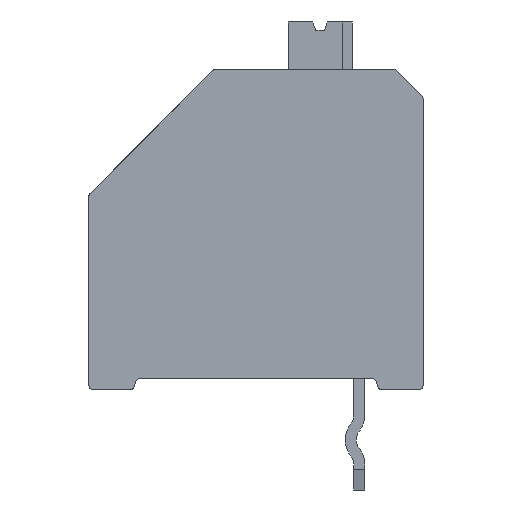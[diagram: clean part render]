
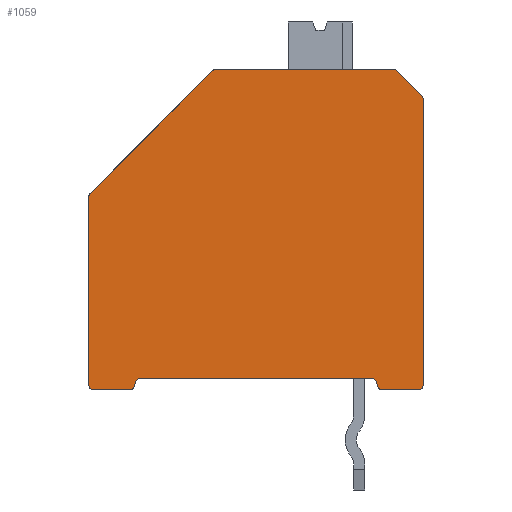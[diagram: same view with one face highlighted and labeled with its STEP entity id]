
A CAD part, front view. The second image highlights one B-rep face of the part: STEP entity #1059.
In plain terms, the highlighted planar face has unit normal (0, -1, 0).
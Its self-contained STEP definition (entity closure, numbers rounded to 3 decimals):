
#1059 = ADVANCED_FACE( '', ( #2652 ), #2653, .T. );
#2652 = FACE_OUTER_BOUND( '', #4908, .T. );
#2653 = PLANE( '', #4909 );
#4908 = EDGE_LOOP( '', ( #7328, #7329, #7330, #7331, #7332, #7333, #7334, #7335, #7336, #7337, #7338, #7339, #7340, #7341, #7342, #7343, #7344, #7345, #7346, #7347 ) );
#4909 = AXIS2_PLACEMENT_3D( '', #7348, #7349, #7350 );
#7328 = ORIENTED_EDGE( '', *, *, #14225, .F. );
#7329 = ORIENTED_EDGE( '', *, *, #14226, .T. );
#7330 = ORIENTED_EDGE( '', *, *, #14227, .F. );
#7331 = ORIENTED_EDGE( '', *, *, #14228, .T. );
#7332 = ORIENTED_EDGE( '', *, *, #14229, .F. );
#7333 = ORIENTED_EDGE( '', *, *, #14230, .T. );
#7334 = ORIENTED_EDGE( '', *, *, #14231, .T. );
#7335 = ORIENTED_EDGE( '', *, *, #14232, .T. );
#7336 = ORIENTED_EDGE( '', *, *, #14233, .F. );
#7337 = ORIENTED_EDGE( '', *, *, #14234, .T. );
#7338 = ORIENTED_EDGE( '', *, *, #14235, .T. );
#7339 = ORIENTED_EDGE( '', *, *, #14236, .F. );
#7340 = ORIENTED_EDGE( '', *, *, #14237, .T. );
#7341 = ORIENTED_EDGE( '', *, *, #14238, .F. );
#7342 = ORIENTED_EDGE( '', *, *, #14239, .T. );
#7343 = ORIENTED_EDGE( '', *, *, #14240, .T. );
#7344 = ORIENTED_EDGE( '', *, *, #14241, .F. );
#7345 = ORIENTED_EDGE( '', *, *, #14242, .T. );
#7346 = ORIENTED_EDGE( '', *, *, #14243, .T. );
#7347 = ORIENTED_EDGE( '', *, *, #14244, .T. );
#7348 = CARTESIAN_POINT( '', ( 0., -43.1, 0. ) );
#7349 = DIRECTION( '', ( 0., -1., 0. ) );
#7350 = DIRECTION( '', ( 0., 0., -1. ) );
#14225 = EDGE_CURVE( '', #17121, #17122, #17123, .T. );
#14226 = EDGE_CURVE( '', #17121, #17124, #17125, .T. );
#14227 = EDGE_CURVE( '', #17126, #17124, #17127, .T. );
#14228 = EDGE_CURVE( '', #17126, #17128, #17129, .T. );
#14229 = EDGE_CURVE( '', #17130, #17128, #17131, .T. );
#14230 = EDGE_CURVE( '', #17130, #17132, #17133, .T. );
#14231 = EDGE_CURVE( '', #17132, #17134, #17135, .T. );
#14232 = EDGE_CURVE( '', #17134, #17136, #17137, .T. );
#14233 = EDGE_CURVE( '', #17138, #17136, #17139, .T. );
#14234 = EDGE_CURVE( '', #17138, #17140, #17141, .T. );
#14235 = EDGE_CURVE( '', #17140, #17142, #17143, .T. );
#14236 = EDGE_CURVE( '', #17144, #17142, #17145, .T. );
#14237 = EDGE_CURVE( '', #17144, #17146, #17147, .T. );
#14238 = EDGE_CURVE( '', #17148, #17146, #17149, .T. );
#14239 = EDGE_CURVE( '', #17148, #17150, #17151, .T. );
#14240 = EDGE_CURVE( '', #17150, #17152, #17153, .T. );
#14241 = EDGE_CURVE( '', #17154, #17152, #17155, .T. );
#14242 = EDGE_CURVE( '', #17154, #17156, #17157, .T. );
#14243 = EDGE_CURVE( '', #17156, #17158, #17159, .T. );
#14244 = EDGE_CURVE( '', #17158, #17122, #17160, .T. );
#17121 = VERTEX_POINT( '', #21338 );
#17122 = VERTEX_POINT( '', #21339 );
#17123 = LINE( '', #21340, #21341 );
#17124 = VERTEX_POINT( '', #21342 );
#17125 = CIRCLE( '', #21343, 0.17 );
#17126 = VERTEX_POINT( '', #21344 );
#17127 = LINE( '', #21345, #21346 );
#17128 = VERTEX_POINT( '', #21347 );
#17129 = CIRCLE( '', #21348, 0.17 );
#17130 = VERTEX_POINT( '', #21349 );
#17131 = LINE( '', #21350, #21351 );
#17132 = VERTEX_POINT( '', #21352 );
#17133 = CIRCLE( '', #21353, 0.17 );
#17134 = VERTEX_POINT( '', #21354 );
#17135 = LINE( '', #21355, #21356 );
#17136 = VERTEX_POINT( '', #21357 );
#17137 = CIRCLE( '', #21358, 0.17 );
#17138 = VERTEX_POINT( '', #21359 );
#17139 = LINE( '', #21360, #21361 );
#17140 = VERTEX_POINT( '', #21362 );
#17141 = CIRCLE( '', #21363, 0.17 );
#17142 = VERTEX_POINT( '', #21364 );
#17143 = LINE( '', #21365, #21366 );
#17144 = VERTEX_POINT( '', #21367 );
#17145 = CIRCLE( '', #21368, 0.17 );
#17146 = VERTEX_POINT( '', #21369 );
#17147 = LINE( '', #21370, #21371 );
#17148 = VERTEX_POINT( '', #21372 );
#17149 = CIRCLE( '', #21373, 0.17 );
#17150 = VERTEX_POINT( '', #21374 );
#17151 = LINE( '', #21375, #21376 );
#17152 = VERTEX_POINT( '', #21377 );
#17153 = CIRCLE( '', #21378, 0.17 );
#17154 = VERTEX_POINT( '', #21379 );
#17155 = LINE( '', #21380, #21381 );
#17156 = VERTEX_POINT( '', #21382 );
#17157 = CIRCLE( '', #21383, 0.17 );
#17158 = VERTEX_POINT( '', #21384 );
#17159 = LINE( '', #21385, #21386 );
#17160 = CIRCLE( '', #21387, 0.17 );
#21338 = CARTESIAN_POINT( '', ( 11.05, -43.1, 11.28 ) );
#21339 = CARTESIAN_POINT( '', ( 11.95, -43.1, 10.38 ) );
#21340 = CARTESIAN_POINT( '', ( 11.5, -43.1, 10.83 ) );
#21341 = VECTOR( '', #26902, 1000. );
#21342 = CARTESIAN_POINT( '', ( 10.93, -43.1, 11.33 ) );
#21343 = AXIS2_PLACEMENT_3D( '', #26903, #26904, #26905 );
#21344 = CARTESIAN_POINT( '', ( 4.57, -43.1, 11.33 ) );
#21345 = CARTESIAN_POINT( '', ( 4.5, -43.1, 11.33 ) );
#21346 = VECTOR( '', #26906, 1000. );
#21347 = CARTESIAN_POINT( '', ( 4.45, -43.1, 11.28 ) );
#21348 = AXIS2_PLACEMENT_3D( '', #26907, #26908, #26909 );
#21349 = CARTESIAN_POINT( '', ( 0.05, -43.1, 6.88 ) );
#21350 = CARTESIAN_POINT( '', ( 1.847, -43.1, 8.677 ) );
#21351 = VECTOR( '', #26910, 1000. );
#21352 = CARTESIAN_POINT( '', ( 0., -43.1, 6.76 ) );
#21353 = AXIS2_PLACEMENT_3D( '', #26911, #26912, #26913 );
#21354 = CARTESIAN_POINT( '', ( 0., -43.1, 0. ) );
#21355 = CARTESIAN_POINT( '', ( 0., -43.1, 13.03 ) );
#21356 = VECTOR( '', #26914, 1000. );
#21357 = CARTESIAN_POINT( '', ( 0.17, -43.1, -0.17 ) );
#21358 = AXIS2_PLACEMENT_3D( '', #26915, #26916, #26917 );
#21359 = CARTESIAN_POINT( '', ( 1.47, -43.1, -0.17 ) );
#21360 = CARTESIAN_POINT( '', ( 6., -43.1, -0.17 ) );
#21361 = VECTOR( '', #26918, 1000. );
#21362 = CARTESIAN_POINT( '', ( 1.634, -43.1, -0.044 ) );
#21363 = AXIS2_PLACEMENT_3D( '', #26919, #26920, #26921 );
#21364 = CARTESIAN_POINT( '', ( 1.673, -43.1, 0.104 ) );
#21365 = CARTESIAN_POINT( '', ( 1.707, -43.1, 0.23 ) );
#21366 = VECTOR( '', #26922, 1000. );
#21367 = CARTESIAN_POINT( '', ( 1.838, -43.1, 0.23 ) );
#21368 = AXIS2_PLACEMENT_3D( '', #26923, #26924, #26925 );
#21369 = CARTESIAN_POINT( '', ( 10.162, -43.1, 0.23 ) );
#21370 = CARTESIAN_POINT( '', ( 8.312, -43.1, 0.23 ) );
#21371 = VECTOR( '', #26926, 1000. );
#21372 = CARTESIAN_POINT( '', ( 10.327, -43.1, 0.104 ) );
#21373 = AXIS2_PLACEMENT_3D( '', #26927, #26928, #26929 );
#21374 = CARTESIAN_POINT( '', ( 10.366, -43.1, -0.044 ) );
#21375 = CARTESIAN_POINT( '', ( 10.774, -43.1, -1.566 ) );
#21376 = VECTOR( '', #26930, 1000. );
#21377 = CARTESIAN_POINT( '', ( 10.53, -43.1, -0.17 ) );
#21378 = AXIS2_PLACEMENT_3D( '', #26931, #26932, #26933 );
#21379 = CARTESIAN_POINT( '', ( 11.83, -43.1, -0.17 ) );
#21380 = CARTESIAN_POINT( '', ( 6., -43.1, -0.17 ) );
#21381 = VECTOR( '', #26934, 1000. );
#21382 = CARTESIAN_POINT( '', ( 12., -43.1, 0. ) );
#21383 = AXIS2_PLACEMENT_3D( '', #26935, #26936, #26937 );
#21384 = CARTESIAN_POINT( '', ( 12., -43.1, 10.26 ) );
#21385 = CARTESIAN_POINT( '', ( 12., -43.1, -3.77 ) );
#21386 = VECTOR( '', #26938, 1000. );
#21387 = AXIS2_PLACEMENT_3D( '', #26939, #26940, #26941 );
#26902 = DIRECTION( '', ( 0.707, 0., -0.707 ) );
#26903 = CARTESIAN_POINT( '', ( 10.93, -43.1, 11.16 ) );
#26904 = DIRECTION( '', ( 0., -1., 0. ) );
#26905 = DIRECTION( '', ( 0., 0., -1. ) );
#26906 = DIRECTION( '', ( 1., 0., 0. ) );
#26907 = CARTESIAN_POINT( '', ( 4.57, -43.1, 11.16 ) );
#26908 = DIRECTION( '', ( 0., -1., 0. ) );
#26909 = DIRECTION( '', ( 0., 0., -1. ) );
#26910 = DIRECTION( '', ( 0.707, 0., 0.707 ) );
#26911 = CARTESIAN_POINT( '', ( 0.17, -43.1, 6.76 ) );
#26912 = DIRECTION( '', ( 0., -1., 0. ) );
#26913 = DIRECTION( '', ( 0., 0., -1. ) );
#26914 = DIRECTION( '', ( 0., 0., -1. ) );
#26915 = CARTESIAN_POINT( '', ( 0.17, -43.1, 0. ) );
#26916 = DIRECTION( '', ( 0., -1., 0. ) );
#26917 = DIRECTION( '', ( 0., 0., -1. ) );
#26918 = DIRECTION( '', ( -1., 0., 0. ) );
#26919 = CARTESIAN_POINT( '', ( 1.47, -43.1, 0. ) );
#26920 = DIRECTION( '', ( 0., -1., 0. ) );
#26921 = DIRECTION( '', ( 0., 0., -1. ) );
#26922 = DIRECTION( '', ( 0.259, 0., 0.966 ) );
#26923 = CARTESIAN_POINT( '', ( 1.838, -43.1, 0.06 ) );
#26924 = DIRECTION( '', ( 0., -1., 0. ) );
#26925 = DIRECTION( '', ( 0., 0., -1. ) );
#26926 = DIRECTION( '', ( 1., 0., 0. ) );
#26927 = CARTESIAN_POINT( '', ( 10.162, -43.1, 0.06 ) );
#26928 = DIRECTION( '', ( 0., -1., 0. ) );
#26929 = DIRECTION( '', ( 0., 0., -1. ) );
#26930 = DIRECTION( '', ( 0.259, 0., -0.966 ) );
#26931 = CARTESIAN_POINT( '', ( 10.53, -43.1, 0. ) );
#26932 = DIRECTION( '', ( 0., -1., 0. ) );
#26933 = DIRECTION( '', ( 0., 0., -1. ) );
#26934 = DIRECTION( '', ( -1., 0., 0. ) );
#26935 = CARTESIAN_POINT( '', ( 11.83, -43.1, 0. ) );
#26936 = DIRECTION( '', ( 0., -1., 0. ) );
#26937 = DIRECTION( '', ( 0., 0., -1. ) );
#26938 = DIRECTION( '', ( 0., 0., 1. ) );
#26939 = CARTESIAN_POINT( '', ( 11.83, -43.1, 10.26 ) );
#26940 = DIRECTION( '', ( 0., -1., 0. ) );
#26941 = DIRECTION( '', ( 0., 0., -1. ) );
